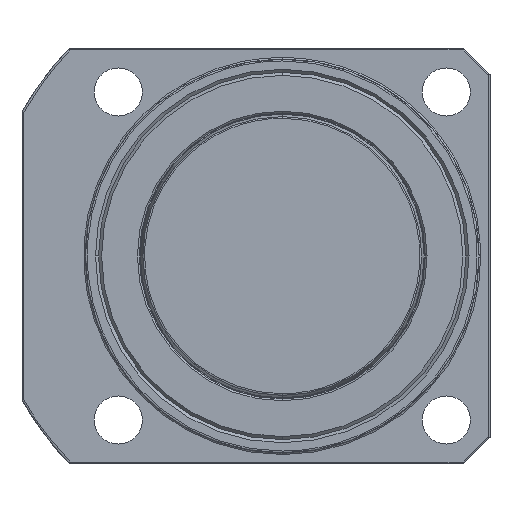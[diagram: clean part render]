
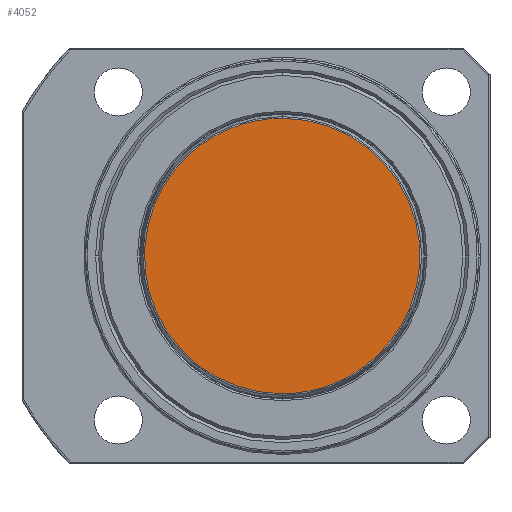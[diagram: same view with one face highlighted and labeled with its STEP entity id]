
A CAD part, front view. The second image highlights one B-rep face of the part: STEP entity #4052.
In plain terms, the highlighted planar face has unit normal (0, -1, 0).
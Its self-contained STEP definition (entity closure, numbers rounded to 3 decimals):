
#117 = EDGE_CURVE ( 'NONE', #6374, #6383, #3620, .T. ) ;
#1433 = AXIS2_PLACEMENT_3D ( 'NONE', #6065, #6060, #6059 ) ;
#3584 =( BOUNDED_CURVE ( )  B_SPLINE_CURVE ( 3, ( #5932, #5915, #6086, #6031 ),
 .UNSPECIFIED., .F., .T. ) 
 B_SPLINE_CURVE_WITH_KNOTS ( ( 4, 4 ),
 ( 0., 1. ),
 .UNSPECIFIED. ) 
 CURVE ( )  GEOMETRIC_REPRESENTATION_ITEM ( )  RATIONAL_B_SPLINE_CURVE ( ( 1., 0.333, 0.333, 1. ) ) 
 REPRESENTATION_ITEM ( '' )  );
#3620 =( BOUNDED_CURVE ( )  B_SPLINE_CURVE ( 3, ( #5280, #5328, #5302, #5267 ),
 .UNSPECIFIED., .F., .F. ) 
 B_SPLINE_CURVE_WITH_KNOTS ( ( 4, 4 ),
 ( 0., 1. ),
 .UNSPECIFIED. ) 
 CURVE ( )  GEOMETRIC_REPRESENTATION_ITEM ( )  RATIONAL_B_SPLINE_CURVE ( ( 1., 0.333, 0.333, 1. ) ) 
 REPRESENTATION_ITEM ( '' )  );
#4052 = ADVANCED_FACE ( 'N', ( #5443 ), #6063, .F. ) ;
#4249 = EDGE_CURVE ( 'NONE', #6383, #6374, #3584, .T. ) ;
#4897 = ORIENTED_EDGE ( 'NONE', *, *, #4249, .F. ) ;
#4898 = ORIENTED_EDGE ( 'NONE', *, *, #117, .F. ) ;
#5267 = CARTESIAN_POINT ( 'NONE',  ( 0., 0., 31.492 ) ) ;
#5280 = CARTESIAN_POINT ( 'NONE',  ( 0., 0., -31.492 ) ) ;
#5302 = CARTESIAN_POINT ( 'NONE',  ( -62.984, 0., 31.492 ) ) ;
#5328 = CARTESIAN_POINT ( 'NONE',  ( -62.984, 0., -31.492 ) ) ;
#5443 = FACE_OUTER_BOUND ( 'NONE', #6186, .T. ) ;
#5915 = CARTESIAN_POINT ( 'NONE',  ( 62.984, 0., 31.492 ) ) ;
#5932 = CARTESIAN_POINT ( 'NONE',  ( 0., 0., 31.492 ) ) ;
#6031 = CARTESIAN_POINT ( 'NONE',  ( 0., 0., -31.492 ) ) ;
#6059 = DIRECTION ( 'NONE',  ( 0., 0., 1. ) ) ;
#6060 = DIRECTION ( 'NONE',  ( 0., 1., 0. ) ) ;
#6063 = PLANE ( 'NONE',  #1433 ) ;
#6065 = CARTESIAN_POINT ( 'NONE',  ( 31.772, 0., 0. ) ) ;
#6086 = CARTESIAN_POINT ( 'NONE',  ( 62.984, 0., -31.492 ) ) ;
#6186 = EDGE_LOOP ( 'NONE', ( #4897, #4898 ) ) ;
#6374 = VERTEX_POINT ( 'NONE', #6435 ) ;
#6383 = VERTEX_POINT ( 'NONE', #6443 ) ;
#6435 = CARTESIAN_POINT ( 'NONE',  ( 0., 0., -31.492 ) ) ;
#6443 = CARTESIAN_POINT ( 'NONE',  ( 0., 0., 31.492 ) ) ;
